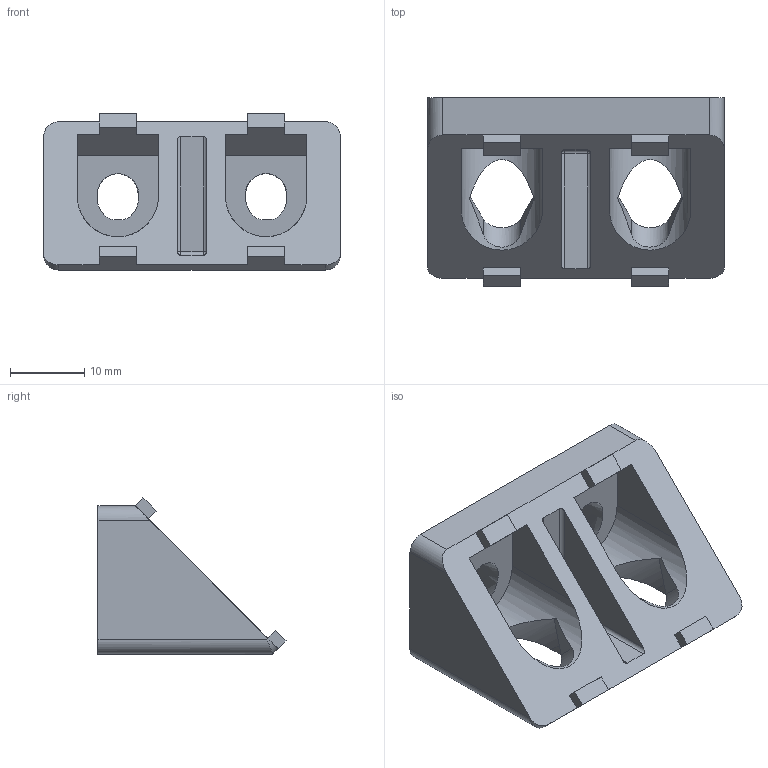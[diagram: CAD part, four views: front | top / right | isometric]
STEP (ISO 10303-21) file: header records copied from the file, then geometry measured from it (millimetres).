
FILE_DESCRIPTION(/* description */ ('Winkelverbinder 40/20 45° alufarbig lackiert'),/* implementation_level */ '2;1');
FILE_NAME(/* name */ '252655006 Winkelverbinder 40-20-45 alufarbig.stp',/* time_stamp */ '2020-03-03T09:33:41+01:00',/* author */ ('wheldmann'),/* organization */ (''),/* preprocessor_version */ 'ST-DEVELOPER v17.2',/* originating_system */ 'Autodesk Inventor 2019',/* authorisation */ ' ');
FILE_SCHEMA (('AUTOMOTIVE_DESIGN { 1 0 10303 214 3 1 1 }'));
Length unit declared in the file: millimetre
Products named in the file (1): 252655006
Bounding box: 40 x 25.36 x 21.06 mm (x, y, z)
Volume: 7148.2 mm3; surface area: 5031.6 mm2
Topology: 1 solids, 1 shells, 99 faces, 255 edges, 162 vertices
Faces by surface type: plane 60, cylinder 35, bspline 2, sphere 2
Entity records: 6064 total; most frequent: CARTESIAN_POINT 3563, ORIENTED_EDGE 510, DIRECTION 507, EDGE_CURVE 255, LINE 187, VECTOR 187, VERTEX_POINT 162, AXIS2_PLACEMENT_3D 160
